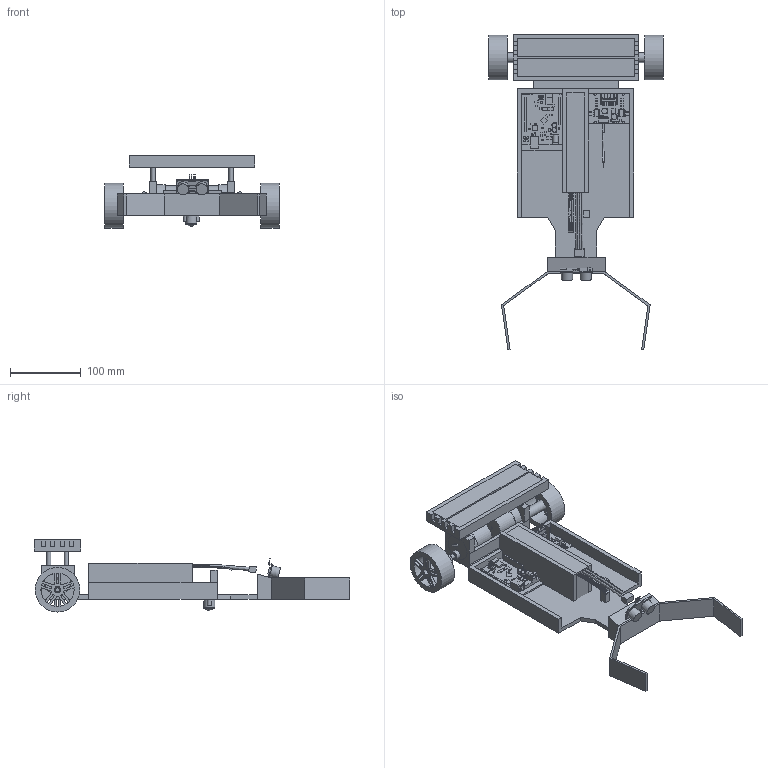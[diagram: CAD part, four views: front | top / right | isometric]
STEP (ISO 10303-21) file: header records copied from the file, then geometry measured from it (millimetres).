
FILE_DESCRIPTION(/* description */ ('FreeCAD Model'),/* implementation_level */ '2;1');
FILE_NAME(/* name */ 'neewrobotrobot_assembly-step.stp',/* time_stamp */ '2022-05-01T10:47:22+01:00',/* author */ ('Adebaicy'),/* organization */ (''),/* preprocessor_version */ 'ST-DEVELOPER v16.5',/* originating_system */ 'Autodesk Inventor 2017',/* authorisation */ 'Unknown');
FILE_SCHEMA (('AUTOMOTIVE_DESIGN { 1 0 10303 214 3 1 1 }'));
Length unit declared in the file: millimetre
Products named in the file (21): robotrobot_assembly-step; robotplatform; robotAssembly_2; robotC1; robotAssembly_3; robotC2; robotAssembly_5; robotB2; robotAssembly_7; robotDocument_1; robotBody; Part65; robotAssembly_1; robotA1; motorshield; robotAssembly_4; robotDocument; Part66; robotAssembly; robotC3; picker
Assembly tree (23 placements, depth 3):
  robotrobot_assembly-step
    robotplatform
    robotAssembly_2  x2
      robotC1
    robotAssembly_3  x2
      robotC2
    robotAssembly_5
      robotB2
    robotAssembly_7
      robotDocument_1
    robotBody
    Part65  x2
    robotAssembly_1
      robotA1
    motorshield
    robotAssembly_4
      robotDocument
    Part66
    robotAssembly
      robotC3
    picker
Bounding box: 245.8 x 445.21 x 101.67 mm (x, y, z)
Volume: 1110257.3 mm3; surface area: 348908.5 mm2
Topology: 16 solids, 16 shells, 1025 faces, 2560 edges, 1672 vertices
Faces by surface type: plane 908, cylinder 95, bspline 20, torus 1, sphere 1
Full cylindrical faces by diameter (mm): 1 x1, 1.5 x4, 3 x1, 3.1 x4, 5.9 x2, 6 x6, 6.2 x1, 6.3 x2, 8 x2, 9 x2, 12 x2, 14 x2, 15.9 x2, 16 x1, 18 x1, 34.65 x2, 37.1 x2, 47 x2, 63 x2
Entity records: 30057 total; most frequent: CARTESIAN_POINT 6613, ORIENTED_EDGE 4666, DIRECTION 4497, EDGE_CURVE 2333, LINE 2107, VECTOR 2107, VERTEX_POINT 1539, AXIS2_PLACEMENT_3D 1195
